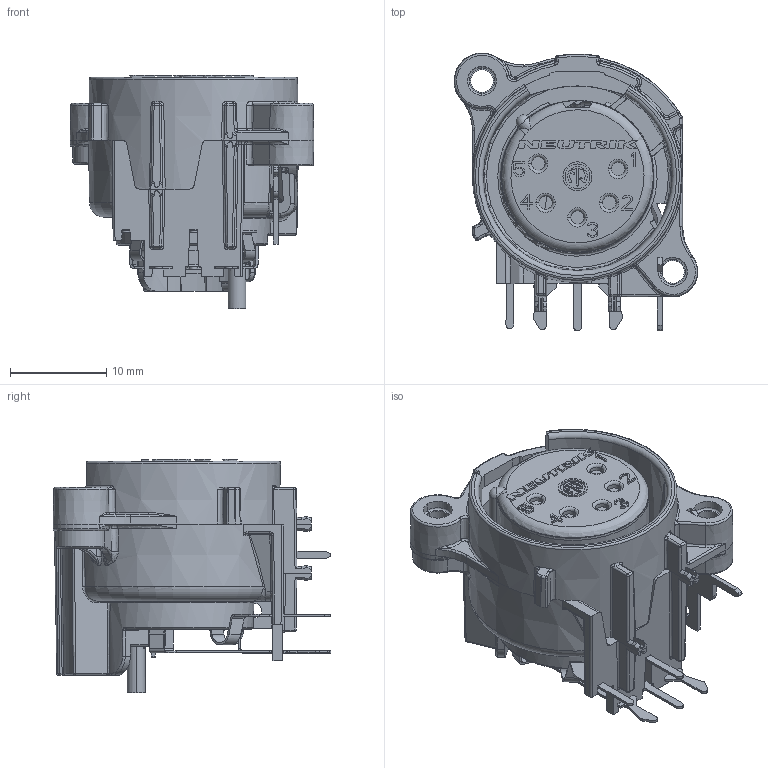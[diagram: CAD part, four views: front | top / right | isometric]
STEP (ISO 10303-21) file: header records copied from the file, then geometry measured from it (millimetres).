
FILE_DESCRIPTION((''),'2;1');
FILE_NAME('30011649','2024-07-23T14:01:05',('SYSTEM'),(''),'CREO PARAMETRIC BY PTC INC, 2023424','CREO PARAMETRIC BY PTC INC, 2023424','');
FILE_SCHEMA(('CONFIG_CONTROL_DESIGN'));
Products named in the file (1): 30011649
Bounding box: 25.3 x 28.8 x 24.2 mm (x, y, z)
Volume: 5443.8 mm3; surface area: 5100.1 mm2
Topology: 1 solids, 1 shells, 1552 faces, 4073 edges, 2520 vertices
Faces by surface type: plane 691, cylinder 358, bspline 263, torus 124, cone 54, sphere 52, extrusion 10
Entity records: 57696 total; most frequent: CARTESIAN_POINT 21383, ORIENTED_EDGE 8144, DIRECTION 6887, EDGE_CURVE 4072, VERTEX_POINT 2520, AXIS2_PLACEMENT_3D 2362, VECTOR 2163, LINE 2153
